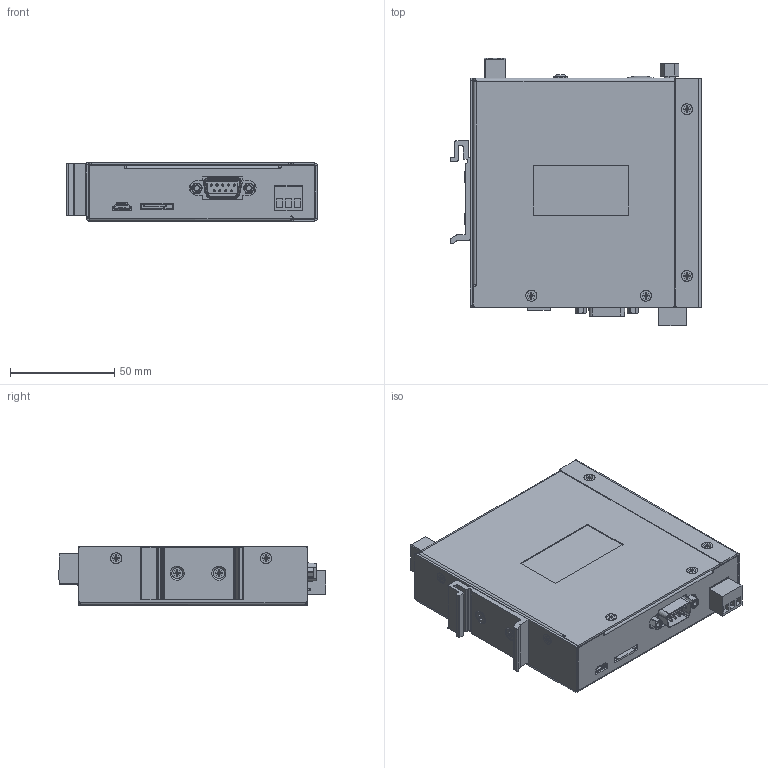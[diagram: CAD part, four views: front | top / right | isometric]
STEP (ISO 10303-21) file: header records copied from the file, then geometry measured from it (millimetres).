
FILE_DESCRIPTION((''),'2;1');
FILE_NAME('0000_20241028_ASM','2024-11-07T14:43:39',('elco'),(''),'CREO PARAMETRIC BY PTC INC, 2022424','CREO PARAMETRIC BY PTC INC, 2022424','');
FILE_SCHEMA(('CONFIG_CONTROL_DESIGN'));
Products named in the file (83): MANIFOLD_SOLID_BREP_6192_1_2_1; MANIFOLD_SOLID_BREP_6193_1_1__1; MANIFOLD_SOLID_BREP_6193_1_1__2; MANIFOLD_SOLID_BREP_6193_1_1__3; MANIFOLD_SOLID_BREP_6193_1_1_AF_ASM; 2EHDRC_2PIN_ASM_1_ASM_2_AF0_ASM_ASM; LED_2_AF0_1; LED_2_AF1_1; LED_2_AF2_1; LED_2_AF3_1; TS-1102-605C_FUWEIANJIAN_1_1_AF; COLOR3_1_4_1_AF0_1; COLOR3_1_4_2_AF0_1; COLOR3_1_4_AF0_ASM_1_ASM; BREP_WITH_VOIDS_52718_1_2_AF0_1; JD0-0002NL_ASM_1_ASM_2_AF0_ASM__ASM; COLOR3_1_4_1_AF1_1; COLOR3_1_4_2_AF1_1; COLOR3_1_4_AF1_ASM_1_ASM; BREP_WITH_VOIDS_52718_1_2_AF1_1; JD0-0002NL_ASM_1_ASM_2_AF1_ASM__ASM; SHIELDING_2_1_AF0_1; INSULATOR_2_1_AF0_1; PIN_2_1_AF0_1; PIN_2_1_AF1_1; PIN_2_1_AF2_1; PIN_2_1_AF3_1; PIN_2_1_AF4_1; 629105136821_ASM_2_ASM_1_AF0_AS_ASM; X4_ASM_2_ASM_1_AF0_ASM_1_ASM; MICRO_ASM_1_AF0_ASM_1_ASM; MANIFOLD_SOLID_BREP_6220_1_1_AF; MANIFOLD_SOLID_BREP_6221_1_1_1; TF_CARD_STP_ASM_1_ASM_1_AF0_ASM_ASM; MANIFOLD_SOLID_BREP_6194_2_1_AF; MANIFOLD_SOLID_BREP_6195_2_1_AF; MANIFOLD_SOLID_BREP_6196_2_1_AF; RS232_ASM_2_ASM_1_AF0_ASM_1_ASM; RS232_ASM_ASM_1_AF0_ASM_1_ASM; MANIFOLD_SOLID_BREP_6231_1_1_AF ...
Assembly tree (104 placements, depth 7):
  0000_20241028_ASM
    0000_ASM_120_ASM_1_ASM
      EDGE_LITE_V1_0_ASM_89_ASM_1_ASM
        2EHDRC_2PIN_ASM_1_ASM_2_AF0_ASM_ASM
          MANIFOLD_SOLID_BREP_6192_1_2_1
          MANIFOLD_SOLID_BREP_6193_1_1_AF_ASM
            MANIFOLD_SOLID_BREP_6193_1_1__1
            MANIFOLD_SOLID_BREP_6193_1_1__2
            MANIFOLD_SOLID_BREP_6193_1_1__3
        LED_2_AF0_1
        LED_2_AF1_1
        LED_2_AF2_1
        LED_2_AF3_1
        TS-1102-605C_FUWEIANJIAN_1_1_AF
        JD0-0002NL_ASM_1_ASM_2_AF0_ASM__ASM
          COLOR3_1_4_AF0_ASM_1_ASM
            COLOR3_1_4_1_AF0_1
            COLOR3_1_4_2_AF0_1
          BREP_WITH_VOIDS_52718_1_2_AF0_1
        JD0-0002NL_ASM_1_ASM_2_AF1_ASM__ASM
          COLOR3_1_4_AF1_ASM_1_ASM
            COLOR3_1_4_1_AF1_1
            COLOR3_1_4_2_AF1_1
          BREP_WITH_VOIDS_52718_1_2_AF1_1
        MICRO_ASM_1_AF0_ASM_1_ASM
          X4_ASM_2_ASM_1_AF0_ASM_1_ASM
            629105136821_ASM_2_ASM_1_AF0_AS_ASM
              SHIELDING_2_1_AF0_1
              INSULATOR_2_1_AF0_1
              PIN_2_1_AF0_1
              PIN_2_1_AF1_1
              PIN_2_1_AF2_1
              PIN_2_1_AF3_1
              PIN_2_1_AF4_1
        TF_CARD_STP_ASM_1_ASM_1_AF0_ASM_ASM
          MANIFOLD_SOLID_BREP_6220_1_1_AF
          MANIFOLD_SOLID_BREP_6221_1_1_1
        RS232_ASM_ASM_1_AF0_ASM_1_ASM
          RS232_ASM_2_ASM_1_AF0_ASM_1_ASM
            MANIFOLD_SOLID_BREP_6194_2_1_AF
            MANIFOLD_SOLID_BREP_6195_2_1_AF
            MANIFOLD_SOLID_BREP_6196_2_1_AF
        ANTENNA_ON_BOARD_ASM_1_ASM_1_AF_ASM
          MANIFOLD_SOLID_BREP_6231_1_1_AF
          MANIFOLD_SOLID_BREP_6232_1_1_1
        SIM_ASM_1_ASM_2_AF0_ASM_1_ASM
          MANIFOLD_SOLID_BREP_6198_1_2_AF_ASM
            MANIFOLD_SOLID_BREP_6198_1_2__1
            MANIFOLD_SOLID_BREP_6198_1_2__2
            MANIFOLD_SOLID_BREP_6198_1_2__3
          MANIFOLD_SOLID_BREP_6199_1_2_AF
        485_3DUANZI_ASM_2_1
        P39_1_ASM_4_AF0_ASM_1_ASM
          CTB93HD_2_1_2_ASM_3_AF0_ASM_1_ASM
            CTB93HD_2_1_2_1_2_AF0_1
            CTB93HD_2_1_2_2_2_AF0_1
            CTB93HD_2_1_2_3_2_AF0_1
            CTB93HD_2_1_2_4_2_AF0_1_ASM
              CTB93HD_2_1_2_4_2_AF0_1_1
              CTB93HD_2_1_2_4_2_AF0_1_2
Bounding box: 120.5 x 128.65 x 28.2 mm (x, y, z)
Volume: 51402.5 mm3; surface area: 106571.9 mm2
Topology: 73 solids, 114 shells, 3802 faces, 9963 edges, 6402 vertices
Faces by surface type: plane 2261, cylinder 1071, bspline 265, cone 131, sphere 28, extrusion 24, torus 22
Entity records: 106456 total; most frequent: CARTESIAN_POINT 28197, ORIENTED_EDGE 16180, DIRECTION 15567, EDGE_CURVE 8113, VECTOR 6005, LINE 5981, VERTEX_POINT 5210, AXIS2_PLACEMENT_3D 4781
